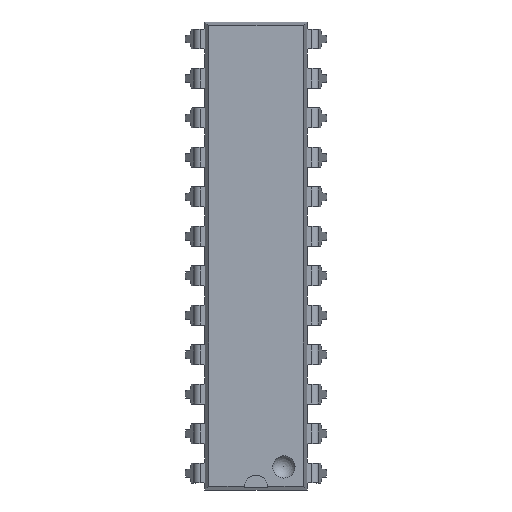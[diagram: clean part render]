
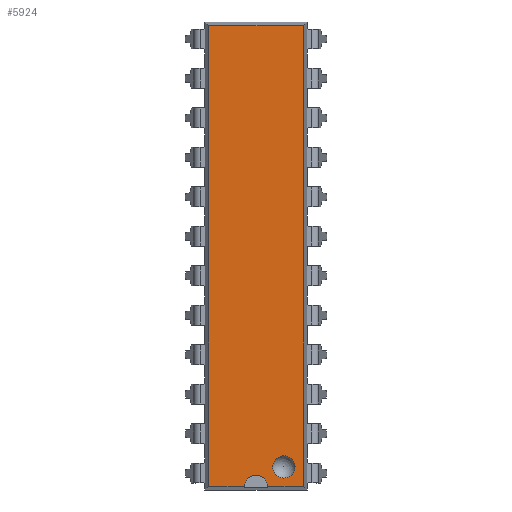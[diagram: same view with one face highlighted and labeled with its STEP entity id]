
A CAD part, top view. The second image highlights one B-rep face of the part: STEP entity #5924.
In plain terms, the highlighted planar face has unit normal (0, 0, 1).
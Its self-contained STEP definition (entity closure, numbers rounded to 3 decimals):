
#1049 = B_SPLINE_SURFACE_WITH_KNOTS('',1,1,(
    (#1050,#1051)
    ,(#1052,#1053
    )),.UNSPECIFIED.,.F.,.F.,.F.,(2,2),(2,2),(0.,30.12),(0.,1.),
  .PIECEWISE_BEZIER_KNOTS.);
#1050 = CARTESIAN_POINT('',(-3.3,-15.06,0.));
#1051 = CARTESIAN_POINT('',(-3.05,-14.81,1.6));
#1052 = CARTESIAN_POINT('',(-3.3,15.06,0.));
#1053 = CARTESIAN_POINT('',(-3.05,14.81,1.6));
#1297 = VERTEX_POINT('',#1298);
#1298 = CARTESIAN_POINT('',(-3.05,14.81,1.6));
#1311 = B_SPLINE_SURFACE_WITH_KNOTS('',1,1,(
    (#1312,#1313)
    ,(#1314,#1315
    )),.UNSPECIFIED.,.F.,.F.,.F.,(2,2),(2,2),(0.,6.6),(0.,1.),
  .PIECEWISE_BEZIER_KNOTS.);
#1312 = CARTESIAN_POINT('',(-3.3,15.06,0.));
#1313 = CARTESIAN_POINT('',(-3.05,14.81,1.6));
#1314 = CARTESIAN_POINT('',(3.3,15.06,0.));
#1315 = CARTESIAN_POINT('',(3.05,14.81,1.6));
#1323 = EDGE_CURVE('',#1324,#1297,#1326,.T.);
#1324 = VERTEX_POINT('',#1325);
#1325 = CARTESIAN_POINT('',(-3.05,-14.81,1.6));
#1326 = SURFACE_CURVE('',#1327,(#1331,#1337),.PCURVE_S1.);
#1327 = LINE('',#1328,#1329);
#1328 = CARTESIAN_POINT('',(-3.05,-14.81,1.6));
#1329 = VECTOR('',#1330,1.);
#1330 = DIRECTION('',(0.,1.,0.));
#1331 = PCURVE('',#1049,#1332);
#1332 = DEFINITIONAL_REPRESENTATION('',(#1333),#1336);
#1333 = B_SPLINE_CURVE_WITH_KNOTS('',1,(#1334,#1335),.UNSPECIFIED.,.F.,
  .F.,(2,2),(0.,29.62),.PIECEWISE_BEZIER_KNOTS.);
#1334 = CARTESIAN_POINT('',(0.,1.));
#1335 = CARTESIAN_POINT('',(30.12,1.));
#1336 = ( GEOMETRIC_REPRESENTATION_CONTEXT(2) 
PARAMETRIC_REPRESENTATION_CONTEXT() REPRESENTATION_CONTEXT('2D SPACE',''
  ) );
#1337 = PCURVE('',#1338,#1343);
#1338 = PLANE('',#1339);
#1339 = AXIS2_PLACEMENT_3D('',#1340,#1341,#1342);
#1340 = CARTESIAN_POINT('',(-3.05,14.81,1.6));
#1341 = DIRECTION('',(0.,0.,1.));
#1342 = DIRECTION('',(0.202,-0.979,0.));
#1343 = DEFINITIONAL_REPRESENTATION('',(#1344),#1348);
#1344 = LINE('',#1345,#1346);
#1345 = CARTESIAN_POINT('',(29.011,-5.975));
#1346 = VECTOR('',#1347,1.);
#1347 = DIRECTION('',(-0.979,0.202));
#1348 = ( GEOMETRIC_REPRESENTATION_CONTEXT(2) 
PARAMETRIC_REPRESENTATION_CONTEXT() REPRESENTATION_CONTEXT('2D SPACE',''
  ) );
#1365 = B_SPLINE_SURFACE_WITH_KNOTS('',1,1,(
    (#1366,#1367)
    ,(#1368,#1369
    )),.UNSPECIFIED.,.F.,.F.,.F.,(2,2),(2,2),(0.,6.6),(0.,1.),
  .PIECEWISE_BEZIER_KNOTS.);
#1366 = CARTESIAN_POINT('',(3.3,-15.06,0.));
#1367 = CARTESIAN_POINT('',(3.05,-14.81,1.6));
#1368 = CARTESIAN_POINT('',(-3.3,-15.06,0.));
#1369 = CARTESIAN_POINT('',(-3.05,-14.81,1.6));
#5768 = EDGE_CURVE('',#5769,#1324,#5771,.T.);
#5769 = VERTEX_POINT('',#5770);
#5770 = CARTESIAN_POINT('',(-0.749,-14.81,1.6));
#5771 = SURFACE_CURVE('',#5772,(#5776,#5782),.PCURVE_S1.);
#5772 = LINE('',#5773,#5774);
#5773 = CARTESIAN_POINT('',(3.05,-14.81,1.6));
#5774 = VECTOR('',#5775,1.);
#5775 = DIRECTION('',(-1.,0.,0.));
#5776 = PCURVE('',#1365,#5777);
#5777 = DEFINITIONAL_REPRESENTATION('',(#5778),#5781);
#5778 = B_SPLINE_CURVE_WITH_KNOTS('',1,(#5779,#5780),.UNSPECIFIED.,.F.,
  .F.,(2,2),(0.,6.1),.PIECEWISE_BEZIER_KNOTS.);
#5779 = CARTESIAN_POINT('',(0.,1.));
#5780 = CARTESIAN_POINT('',(6.6,1.));
#5781 = ( GEOMETRIC_REPRESENTATION_CONTEXT(2) 
PARAMETRIC_REPRESENTATION_CONTEXT() REPRESENTATION_CONTEXT('2D SPACE',''
  ) );
#5782 = PCURVE('',#1338,#5783);
#5783 = DEFINITIONAL_REPRESENTATION('',(#5784),#5788);
#5784 = LINE('',#5785,#5786);
#5785 = CARTESIAN_POINT('',(30.242,0.));
#5786 = VECTOR('',#5787,1.);
#5787 = DIRECTION('',(-0.202,-0.979));
#5788 = ( GEOMETRIC_REPRESENTATION_CONTEXT(2) 
PARAMETRIC_REPRESENTATION_CONTEXT() REPRESENTATION_CONTEXT('2D SPACE',''
  ) );
#5810 = CYLINDRICAL_SURFACE('',#5811,0.75);
#5811 = AXIS2_PLACEMENT_3D('',#5812,#5813,#5814);
#5812 = CARTESIAN_POINT('',(0.,-14.85,1.1));
#5813 = DIRECTION('',(-0.,0.,-1.));
#5814 = DIRECTION('',(0.,-1.,0.));
#5850 = VERTEX_POINT('',#5851);
#5851 = CARTESIAN_POINT('',(0.749,-14.81,1.6));
#5878 = EDGE_CURVE('',#5879,#5850,#5881,.T.);
#5879 = VERTEX_POINT('',#5880);
#5880 = CARTESIAN_POINT('',(3.05,-14.81,1.6));
#5881 = SURFACE_CURVE('',#5882,(#5886,#5892),.PCURVE_S1.);
#5882 = LINE('',#5883,#5884);
#5883 = CARTESIAN_POINT('',(3.05,-14.81,1.6));
#5884 = VECTOR('',#5885,1.);
#5885 = DIRECTION('',(-1.,0.,0.));
#5886 = PCURVE('',#1365,#5887);
#5887 = DEFINITIONAL_REPRESENTATION('',(#5888),#5891);
#5888 = B_SPLINE_CURVE_WITH_KNOTS('',1,(#5889,#5890),.UNSPECIFIED.,.F.,
  .F.,(2,2),(0.,6.1),.PIECEWISE_BEZIER_KNOTS.);
#5889 = CARTESIAN_POINT('',(0.,1.));
#5890 = CARTESIAN_POINT('',(6.6,1.));
#5891 = ( GEOMETRIC_REPRESENTATION_CONTEXT(2) 
PARAMETRIC_REPRESENTATION_CONTEXT() REPRESENTATION_CONTEXT('2D SPACE',''
  ) );
#5892 = PCURVE('',#1338,#5893);
#5893 = DEFINITIONAL_REPRESENTATION('',(#5894),#5898);
#5894 = LINE('',#5895,#5896);
#5895 = CARTESIAN_POINT('',(30.242,0.));
#5896 = VECTOR('',#5897,1.);
#5897 = DIRECTION('',(-0.202,-0.979));
#5898 = ( GEOMETRIC_REPRESENTATION_CONTEXT(2) 
PARAMETRIC_REPRESENTATION_CONTEXT() REPRESENTATION_CONTEXT('2D SPACE',''
  ) );
#5913 = B_SPLINE_SURFACE_WITH_KNOTS('',1,1,(
    (#5914,#5915)
    ,(#5916,#5917
    )),.UNSPECIFIED.,.F.,.F.,.F.,(2,2),(2,2),(0.,30.12),(0.,1.),
  .PIECEWISE_BEZIER_KNOTS.);
#5914 = CARTESIAN_POINT('',(3.3,15.06,0.));
#5915 = CARTESIAN_POINT('',(3.05,14.81,1.6));
#5916 = CARTESIAN_POINT('',(3.3,-15.06,0.));
#5917 = CARTESIAN_POINT('',(3.05,-14.81,1.6));
#5924 = ADVANCED_FACE('',(#5925,#5994),#1338,.T.);
#5925 = FACE_BOUND('',#5926,.T.);
#5926 = EDGE_LOOP('',(#5927,#5949,#5950,#5951,#5973,#5974));
#5927 = ORIENTED_EDGE('',*,*,#5928,.F.);
#5928 = EDGE_CURVE('',#1297,#5929,#5931,.T.);
#5929 = VERTEX_POINT('',#5930);
#5930 = CARTESIAN_POINT('',(3.05,14.81,1.6));
#5931 = SURFACE_CURVE('',#5932,(#5936,#5943),.PCURVE_S1.);
#5932 = LINE('',#5933,#5934);
#5933 = CARTESIAN_POINT('',(-3.05,14.81,1.6));
#5934 = VECTOR('',#5935,1.);
#5935 = DIRECTION('',(1.,0.,0.));
#5936 = PCURVE('',#1338,#5937);
#5937 = DEFINITIONAL_REPRESENTATION('',(#5938),#5942);
#5938 = LINE('',#5939,#5940);
#5939 = CARTESIAN_POINT('',(0.,0.));
#5940 = VECTOR('',#5941,1.);
#5941 = DIRECTION('',(0.202,0.979));
#5942 = ( GEOMETRIC_REPRESENTATION_CONTEXT(2) 
PARAMETRIC_REPRESENTATION_CONTEXT() REPRESENTATION_CONTEXT('2D SPACE',''
  ) );
#5943 = PCURVE('',#1311,#5944);
#5944 = DEFINITIONAL_REPRESENTATION('',(#5945),#5948);
#5945 = B_SPLINE_CURVE_WITH_KNOTS('',1,(#5946,#5947),.UNSPECIFIED.,.F.,
  .F.,(2,2),(0.,6.1),.PIECEWISE_BEZIER_KNOTS.);
#5946 = CARTESIAN_POINT('',(0.,1.));
#5947 = CARTESIAN_POINT('',(6.6,1.));
#5948 = ( GEOMETRIC_REPRESENTATION_CONTEXT(2) 
PARAMETRIC_REPRESENTATION_CONTEXT() REPRESENTATION_CONTEXT('2D SPACE',''
  ) );
#5949 = ORIENTED_EDGE('',*,*,#1323,.F.);
#5950 = ORIENTED_EDGE('',*,*,#5768,.F.);
#5951 = ORIENTED_EDGE('',*,*,#5952,.F.);
#5952 = EDGE_CURVE('',#5850,#5769,#5953,.T.);
#5953 = SURFACE_CURVE('',#5954,(#5959,#5966),.PCURVE_S1.);
#5954 = CIRCLE('',#5955,0.75);
#5955 = AXIS2_PLACEMENT_3D('',#5956,#5957,#5958);
#5956 = CARTESIAN_POINT('',(0.,-14.85,1.6));
#5957 = DIRECTION('',(-0.,0.,1.));
#5958 = DIRECTION('',(0.,-1.,0.));
#5959 = PCURVE('',#1338,#5960);
#5960 = DEFINITIONAL_REPRESENTATION('',(#5961),#5965);
#5961 = CIRCLE('',#5962,0.75);
#5962 = AXIS2_PLACEMENT_2D('',#5963,#5964);
#5963 = CARTESIAN_POINT('',(29.666,-2.995));
#5964 = DIRECTION('',(0.979,-0.202));
#5965 = ( GEOMETRIC_REPRESENTATION_CONTEXT(2) 
PARAMETRIC_REPRESENTATION_CONTEXT() REPRESENTATION_CONTEXT('2D SPACE',''
  ) );
#5966 = PCURVE('',#5810,#5967);
#5967 = DEFINITIONAL_REPRESENTATION('',(#5968),#5972);
#5968 = LINE('',#5969,#5970);
#5969 = CARTESIAN_POINT('',(-0.,-0.5));
#5970 = VECTOR('',#5971,1.);
#5971 = DIRECTION('',(-1.,0.));
#5972 = ( GEOMETRIC_REPRESENTATION_CONTEXT(2) 
PARAMETRIC_REPRESENTATION_CONTEXT() REPRESENTATION_CONTEXT('2D SPACE',''
  ) );
#5973 = ORIENTED_EDGE('',*,*,#5878,.F.);
#5974 = ORIENTED_EDGE('',*,*,#5975,.F.);
#5975 = EDGE_CURVE('',#5929,#5879,#5976,.T.);
#5976 = SURFACE_CURVE('',#5977,(#5981,#5988),.PCURVE_S1.);
#5977 = LINE('',#5978,#5979);
#5978 = CARTESIAN_POINT('',(3.05,14.81,1.6));
#5979 = VECTOR('',#5980,1.);
#5980 = DIRECTION('',(0.,-1.,0.));
#5981 = PCURVE('',#1338,#5982);
#5982 = DEFINITIONAL_REPRESENTATION('',(#5983),#5987);
#5983 = LINE('',#5984,#5985);
#5984 = CARTESIAN_POINT('',(1.23,5.975));
#5985 = VECTOR('',#5986,1.);
#5986 = DIRECTION('',(0.979,-0.202));
#5987 = ( GEOMETRIC_REPRESENTATION_CONTEXT(2) 
PARAMETRIC_REPRESENTATION_CONTEXT() REPRESENTATION_CONTEXT('2D SPACE',''
  ) );
#5988 = PCURVE('',#5913,#5989);
#5989 = DEFINITIONAL_REPRESENTATION('',(#5990),#5993);
#5990 = B_SPLINE_CURVE_WITH_KNOTS('',1,(#5991,#5992),.UNSPECIFIED.,.F.,
  .F.,(2,2),(0.,29.62),.PIECEWISE_BEZIER_KNOTS.);
#5991 = CARTESIAN_POINT('',(0.,1.));
#5992 = CARTESIAN_POINT('',(30.12,1.));
#5993 = ( GEOMETRIC_REPRESENTATION_CONTEXT(2) 
PARAMETRIC_REPRESENTATION_CONTEXT() REPRESENTATION_CONTEXT('2D SPACE',''
  ) );
#5994 = FACE_BOUND('',#5995,.T.);
#5995 = EDGE_LOOP('',(#5996));
#5996 = ORIENTED_EDGE('',*,*,#5997,.F.);
#5997 = EDGE_CURVE('',#5998,#5998,#6000,.T.);
#5998 = VERTEX_POINT('',#5999);
#5999 = CARTESIAN_POINT('',(2.52,-13.58,1.6));
#6000 = SURFACE_CURVE('',#6001,(#6006,#6013),.PCURVE_S1.);
#6001 = CIRCLE('',#6002,0.72);
#6002 = AXIS2_PLACEMENT_3D('',#6003,#6004,#6005);
#6003 = CARTESIAN_POINT('',(1.8,-13.58,1.6));
#6004 = DIRECTION('',(0.,0.,1.));
#6005 = DIRECTION('',(1.,0.,0.));
#6006 = PCURVE('',#1338,#6007);
#6007 = DEFINITIONAL_REPRESENTATION('',(#6008),#6012);
#6008 = CIRCLE('',#6009,0.72);
#6009 = AXIS2_PLACEMENT_2D('',#6010,#6011);
#6010 = CARTESIAN_POINT('',(28.785,-0.976));
#6011 = DIRECTION('',(0.202,0.979));
#6012 = ( GEOMETRIC_REPRESENTATION_CONTEXT(2) 
PARAMETRIC_REPRESENTATION_CONTEXT() REPRESENTATION_CONTEXT('2D SPACE',''
  ) );
#6013 = PCURVE('',#6014,#6019);
#6014 = SPHERICAL_SURFACE('',#6015,0.78);
#6015 = AXIS2_PLACEMENT_3D('',#6016,#6017,#6018);
#6016 = CARTESIAN_POINT('',(1.8,-13.58,1.9));
#6017 = DIRECTION('',(0.,0.,1.));
#6018 = DIRECTION('',(1.,0.,0.));
#6019 = DEFINITIONAL_REPRESENTATION('',(#6020),#6024);
#6020 = LINE('',#6021,#6022);
#6021 = CARTESIAN_POINT('',(0.,-0.395));
#6022 = VECTOR('',#6023,1.);
#6023 = DIRECTION('',(1.,0.));
#6024 = ( GEOMETRIC_REPRESENTATION_CONTEXT(2) 
PARAMETRIC_REPRESENTATION_CONTEXT() REPRESENTATION_CONTEXT('2D SPACE',''
  ) );
